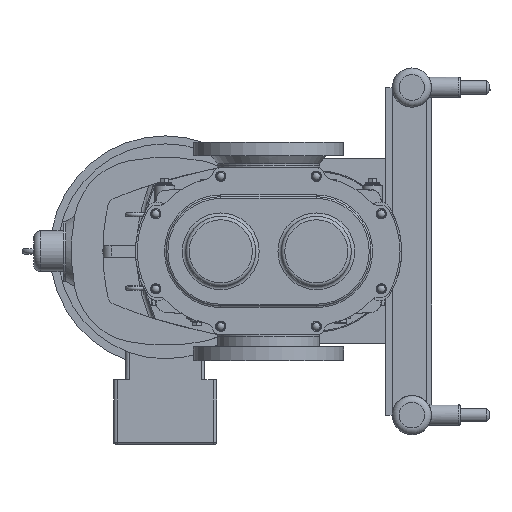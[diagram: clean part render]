
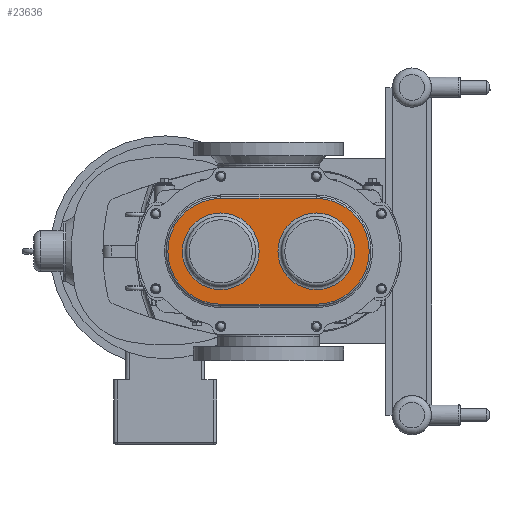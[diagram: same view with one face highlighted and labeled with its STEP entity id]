
A CAD part, left-side view. The second image highlights one B-rep face of the part: STEP entity #23636.
In plain terms, the highlighted planar face has unit normal (-1, 0, 0).
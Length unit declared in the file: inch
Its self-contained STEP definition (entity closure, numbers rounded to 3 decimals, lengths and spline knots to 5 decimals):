
#1667=CIRCLE('',#25857,2.8125);
#1668=CIRCLE('',#25859,3.875);
#1669=CIRCLE('',#25860,3.875);
#1670=CIRCLE('',#25861,2.8125);
#2142=FACE_BOUND('',#5258,.T.);
#2143=FACE_BOUND('',#5259,.T.);
#2702=PLANE('',#25858);
#3878=FACE_OUTER_BOUND('',#5257,.T.);
#5257=EDGE_LOOP('',(#20992,#20993,#20994,#20995));
#5258=EDGE_LOOP('',(#20996));
#5259=EDGE_LOOP('',(#20997));
#7050=LINE('',#43571,#8813);
#7051=LINE('',#43575,#8814);
#8813=VECTOR('',#31898,0.3937);
#8814=VECTOR('',#31901,0.3937);
#11221=VERTEX_POINT('',#43565);
#11222=VERTEX_POINT('',#43569);
#11223=VERTEX_POINT('',#43570);
#11224=VERTEX_POINT('',#43572);
#11225=VERTEX_POINT('',#43574);
#11226=VERTEX_POINT('',#43577);
#14556=EDGE_CURVE('',#11221,#11221,#1667,.T.);
#14557=EDGE_CURVE('',#11222,#11223,#7050,.T.);
#14558=EDGE_CURVE('',#11224,#11222,#1668,.T.);
#14559=EDGE_CURVE('',#11225,#11224,#7051,.T.);
#14560=EDGE_CURVE('',#11223,#11225,#1669,.T.);
#14561=EDGE_CURVE('',#11226,#11226,#1670,.T.);
#20992=ORIENTED_EDGE('',*,*,#14557,.F.);
#20993=ORIENTED_EDGE('',*,*,#14558,.F.);
#20994=ORIENTED_EDGE('',*,*,#14559,.F.);
#20995=ORIENTED_EDGE('',*,*,#14560,.F.);
#20996=ORIENTED_EDGE('',*,*,#14561,.F.);
#20997=ORIENTED_EDGE('',*,*,#14556,.F.);
#23636=ADVANCED_FACE('',(#3878,#2142,#2143),#2702,.T.);
#25857=AXIS2_PLACEMENT_3D('',#43567,#31894,#31895);
#25858=AXIS2_PLACEMENT_3D('',#43568,#31896,#31897);
#25859=AXIS2_PLACEMENT_3D('',#43573,#31899,#31900);
#25860=AXIS2_PLACEMENT_3D('',#43576,#31902,#31903);
#25861=AXIS2_PLACEMENT_3D('',#43578,#31904,#31905);
#31894=DIRECTION('center_axis',(-1.,0.,0.));
#31895=DIRECTION('ref_axis',(0.,0.,1.));
#31896=DIRECTION('center_axis',(-1.,0.,0.));
#31897=DIRECTION('ref_axis',(0.,0.,-1.));
#31898=DIRECTION('',(0.,-1.,0.));
#31899=DIRECTION('center_axis',(1.,0.,0.));
#31900=DIRECTION('ref_axis',(0.,1.,0.));
#31901=DIRECTION('',(0.,1.,0.));
#31902=DIRECTION('center_axis',(1.,0.,0.));
#31903=DIRECTION('ref_axis',(0.,-1.,0.));
#31904=DIRECTION('center_axis',(-1.,0.,0.));
#31905=DIRECTION('ref_axis',(0.,0.,1.));
#43565=CARTESIAN_POINT('',(-1.75,3.5,-2.8125));
#43567=CARTESIAN_POINT('Origin',(-1.75,3.5,0.));
#43568=CARTESIAN_POINT('Origin',(-1.75,0.,0.));
#43569=CARTESIAN_POINT('',(-1.75,3.5,3.875));
#43570=CARTESIAN_POINT('',(-1.75,-3.5,3.875));
#43571=CARTESIAN_POINT('',(-1.75,-1.75,3.875));
#43572=CARTESIAN_POINT('',(-1.75,3.5,-3.875));
#43573=CARTESIAN_POINT('Origin',(-1.75,3.5,0.));
#43574=CARTESIAN_POINT('',(-1.75,-3.5,-3.875));
#43575=CARTESIAN_POINT('',(-1.75,1.75,-3.875));
#43576=CARTESIAN_POINT('Origin',(-1.75,-3.5,0.));
#43577=CARTESIAN_POINT('',(-1.75,-3.5,-2.8125));
#43578=CARTESIAN_POINT('Origin',(-1.75,-3.5,0.));
